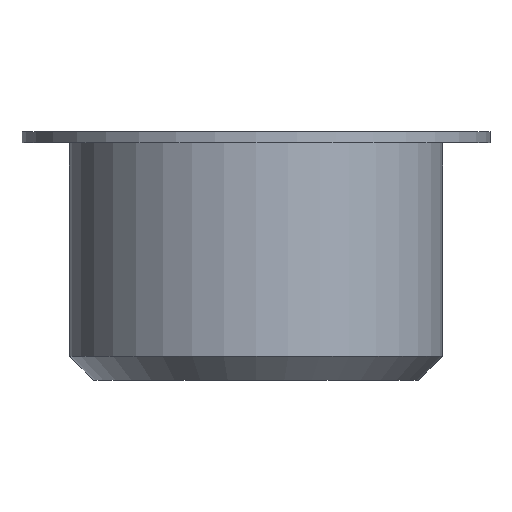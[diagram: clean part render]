
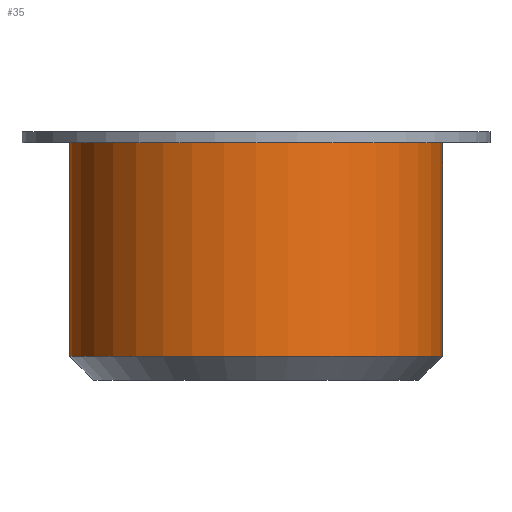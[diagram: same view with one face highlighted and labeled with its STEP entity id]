
A CAD part, front view. The second image highlights one B-rep face of the part: STEP entity #35.
In plain terms, the highlighted cylindrical face has radius 8.25 mm (diameter 16.5 mm), a full revolution.
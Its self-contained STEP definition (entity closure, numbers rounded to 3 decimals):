
#35 = ADVANCED_FACE( '', ( #72, #73 ), #74, .T. );
#72 = FACE_OUTER_BOUND( '', #113, .T. );
#73 = FACE_OUTER_BOUND( '', #114, .T. );
#74 = CYLINDRICAL_SURFACE( '', #115, 8.25 );
#113 = EDGE_LOOP( '', ( #150 ) );
#114 = EDGE_LOOP( '', ( #151 ) );
#115 = AXIS2_PLACEMENT_3D( '', #152, #153, #154 );
#150 = ORIENTED_EDGE( '', *, *, #197, .F. );
#151 = ORIENTED_EDGE( '', *, *, #199, .T. );
#152 = CARTESIAN_POINT( '', ( 0., 0., 57.15 ) );
#153 = DIRECTION( '', ( 0., 0., -1. ) );
#154 = DIRECTION( '', ( 1., 0., 0. ) );
#197 = EDGE_CURVE( '', #215, #215, #216, .T. );
#199 = EDGE_CURVE( '', #218, #218, #219, .T. );
#215 = VERTEX_POINT( '', #240 );
#216 = CIRCLE( '', #241, 8.25 );
#218 = VERTEX_POINT( '', #243 );
#219 = CIRCLE( '', #244, 8.25 );
#240 = CARTESIAN_POINT( '', ( 8.25, 0., 10.5 ) );
#241 = AXIS2_PLACEMENT_3D( '', #265, #266, #267 );
#243 = CARTESIAN_POINT( '', ( 8.25, 0., 1.061 ) );
#244 = AXIS2_PLACEMENT_3D( '', #268, #269, #270 );
#265 = CARTESIAN_POINT( '', ( 0., 0., 10.5 ) );
#266 = DIRECTION( '', ( 0., 0., 1. ) );
#267 = DIRECTION( '', ( 1., 0., 0. ) );
#268 = CARTESIAN_POINT( '', ( 0., 0., 1.061 ) );
#269 = DIRECTION( '', ( 0., 0., 1. ) );
#270 = DIRECTION( '', ( 1., 0., 0. ) );
